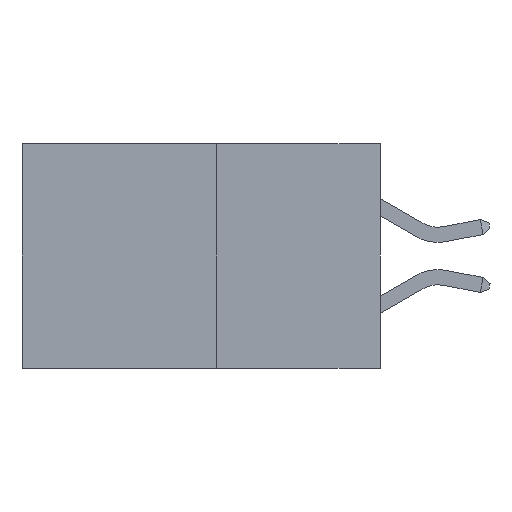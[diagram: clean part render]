
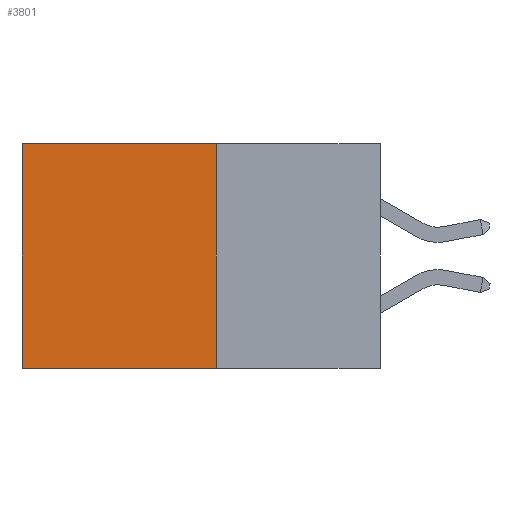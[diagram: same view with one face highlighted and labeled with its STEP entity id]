
A CAD part, left-side view. The second image highlights one B-rep face of the part: STEP entity #3801.
In plain terms, the highlighted planar face has unit normal (-1, 0, 0).
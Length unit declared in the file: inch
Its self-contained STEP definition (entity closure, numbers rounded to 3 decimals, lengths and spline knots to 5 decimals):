
#2139 = ORIENTED_EDGE ( 'NONE', *, *, #5138, .T. ) ;
#2189 = ORIENTED_EDGE ( 'NONE', *, *, #13040, .T. ) ;
#2435 = AXIS2_PLACEMENT_3D ( 'NONE', #7829, #2509, #2893 ) ;
#2509 = DIRECTION ( 'NONE',  ( 1., 0., 0. ) ) ;
#2549 = VECTOR ( 'NONE', #13660, 39.37008 ) ;
#2838 = VERTEX_POINT ( 'NONE', #5453 ) ;
#2893 = DIRECTION ( 'NONE',  ( 0., 0., -1. ) ) ;
#3149 = CARTESIAN_POINT ( 'NONE',  ( 0.277, 0.27, 0. ) ) ;
#3801 = ADVANCED_FACE ( 'NONE', ( #11790 ), #9803, .F. ) ;
#4250 = EDGE_CURVE ( 'NONE', #2838, #4616, #9668, .T. ) ;
#4456 = CARTESIAN_POINT ( 'NONE',  ( 0.277, 0.27, -0.37 ) ) ;
#4616 = VERTEX_POINT ( 'NONE', #7276 ) ;
#4681 = EDGE_CURVE ( 'NONE', #8942, #2838, #12301, .T. ) ;
#5138 = EDGE_CURVE ( 'NONE', #12059, #4616, #12268, .T. ) ;
#5453 = CARTESIAN_POINT ( 'NONE',  ( 0.277, 0.27, -0.37 ) ) ;
#5736 = EDGE_LOOP ( 'NONE', ( #2139, #8580, #10094, #2189 ) ) ;
#6712 = VECTOR ( 'NONE', #11421, 39.37008 ) ;
#7176 = CARTESIAN_POINT ( 'NONE',  ( 0.277, 0.59, -0.37 ) ) ;
#7276 = CARTESIAN_POINT ( 'NONE',  ( 0.277, 0.59, -0.37 ) ) ;
#7644 = DIRECTION ( 'NONE',  ( 0., 1., 0. ) ) ;
#7829 = CARTESIAN_POINT ( 'NONE',  ( 0.277, 0.27, -0.37 ) ) ;
#8225 = DIRECTION ( 'NONE',  ( 0., 0., -1. ) ) ;
#8580 = ORIENTED_EDGE ( 'NONE', *, *, #4250, .F. ) ;
#8942 = VERTEX_POINT ( 'NONE', #9589 ) ;
#9589 = CARTESIAN_POINT ( 'NONE',  ( 0.277, 0.27, 0. ) ) ;
#9668 = LINE ( 'NONE', #4456, #12101 ) ;
#9803 = PLANE ( 'NONE',  #2435 ) ;
#10094 = ORIENTED_EDGE ( 'NONE', *, *, #4681, .F. ) ;
#11012 = LINE ( 'NONE', #3149, #2549 ) ;
#11421 = DIRECTION ( 'NONE',  ( 0., 0., -1. ) ) ;
#11790 = FACE_OUTER_BOUND ( 'NONE', #5736, .T. ) ;
#11936 = VECTOR ( 'NONE', #8225, 39.37008 ) ;
#12059 = VERTEX_POINT ( 'NONE', #13101 ) ;
#12101 = VECTOR ( 'NONE', #7644, 39.37008 ) ;
#12268 = LINE ( 'NONE', #7176, #11936 ) ;
#12301 = LINE ( 'NONE', #12487, #6712 ) ;
#12487 = CARTESIAN_POINT ( 'NONE',  ( 0.277, 0.27, -0.37 ) ) ;
#13040 = EDGE_CURVE ( 'NONE', #8942, #12059, #11012, .T. ) ;
#13101 = CARTESIAN_POINT ( 'NONE',  ( 0.277, 0.59, 0. ) ) ;
#13660 = DIRECTION ( 'NONE',  ( 0., 1., 0. ) ) ;
